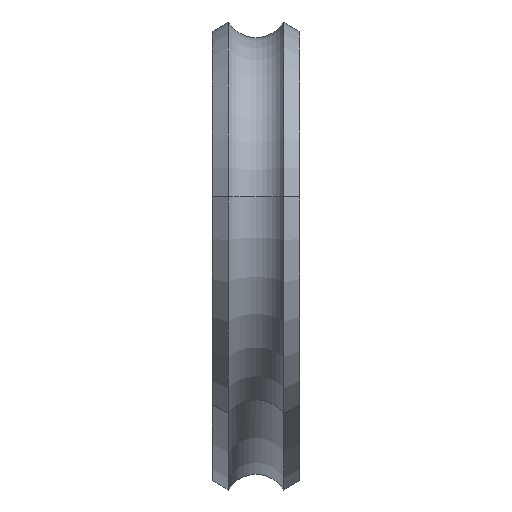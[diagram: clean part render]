
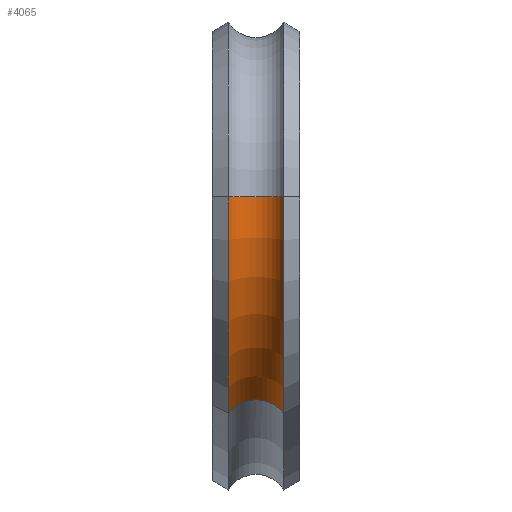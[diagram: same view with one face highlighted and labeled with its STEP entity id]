
A CAD part, front view. The second image highlights one B-rep face of the part: STEP entity #4065.
In plain terms, the highlighted toroidal (fillet/blend) face has major radius 42.68 mm and minor radius 5.18 mm.
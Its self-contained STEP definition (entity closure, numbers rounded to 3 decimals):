
#241 = CIRCLE ( 'NONE', #6989, 5.18 ) ;
#867 = CARTESIAN_POINT ( 'NONE',  ( 4.433, -55.044, -25.115 ) ) ;
#888 = EDGE_CURVE ( 'NONE', #10853, #1085, #241, .T. ) ;
#1085 = VERTEX_POINT ( 'NONE', #867 ) ;
#1166 = DIRECTION ( 'NONE',  ( 0., 0.865, -0.501 ) ) ;
#1397 = DIRECTION ( 'NONE',  ( 0., -0.501, -0.865 ) ) ;
#1484 = EDGE_CURVE ( 'NONE', #9390, #10252, #3947, .T. ) ;
#1680 = DIRECTION ( 'NONE',  ( -1., 0., 0. ) ) ;
#1890 = CARTESIAN_POINT ( 'NONE',  ( -4.433, -75., 9.5 ) ) ;
#2033 = DIRECTION ( 'NONE',  ( -1., 0., 0. ) ) ;
#2172 = CARTESIAN_POINT ( 'NONE',  ( -4.433, -55.044, -25.115 ) ) ;
#2243 = AXIS2_PLACEMENT_3D ( 'NONE', #10463, #1680, #8467 ) ;
#2550 = ORIENTED_EDGE ( 'NONE', *, *, #888, .T. ) ;
#2809 = ORIENTED_EDGE ( 'NONE', *, *, #7225, .F. ) ;
#3208 = CARTESIAN_POINT ( 'NONE',  ( 0., -77.68, 9.5 ) ) ;
#3756 = CIRCLE ( 'NONE', #8133, 40. ) ;
#3769 = DIRECTION ( 'NONE',  ( 0., 0.501, 0.865 ) ) ;
#3807 = EDGE_LOOP ( 'NONE', ( #10977, #7274, #2809, #2550 ) ) ;
#3870 = FACE_OUTER_BOUND ( 'NONE', #3807, .T. ) ;
#3947 = CIRCLE ( 'NONE', #9065, 5.18 ) ;
#4065 = ADVANCED_FACE ( 'NONE', ( #3870 ), #8959, .F. ) ;
#4625 = CARTESIAN_POINT ( 'NONE',  ( 0., -56.387, -27.434 ) ) ;
#4817 = DIRECTION ( 'NONE',  ( -1., 0., 0. ) ) ;
#5784 = DIRECTION ( 'NONE',  ( 0., 0., -1. ) ) ;
#6664 = AXIS2_PLACEMENT_3D ( 'NONE', #9897, #2033, #9129 ) ;
#6989 = AXIS2_PLACEMENT_3D ( 'NONE', #4625, #1166, #3769 ) ;
#7225 = EDGE_CURVE ( 'NONE', #10853, #9390, #9891, .T. ) ;
#7274 = ORIENTED_EDGE ( 'NONE', *, *, #1484, .F. ) ;
#7615 = DIRECTION ( 'NONE',  ( 0., 1., 0. ) ) ;
#8133 = AXIS2_PLACEMENT_3D ( 'NONE', #10075, #4817, #1397 ) ;
#8467 = DIRECTION ( 'NONE',  ( 0., 0., 1. ) ) ;
#8959 = TOROIDAL_SURFACE ( 'NONE', #2243, 42.68, 5.18 ) ;
#9033 = EDGE_CURVE ( 'NONE', #1085, #10252, #3756, .T. ) ;
#9065 = AXIS2_PLACEMENT_3D ( 'NONE', #3208, #5784, #7615 ) ;
#9129 = DIRECTION ( 'NONE',  ( 0., -0.501, -0.865 ) ) ;
#9390 = VERTEX_POINT ( 'NONE', #1890 ) ;
#9891 = CIRCLE ( 'NONE', #6664, 40. ) ;
#9897 = CARTESIAN_POINT ( 'NONE',  ( -4.433, -35., 9.5 ) ) ;
#10075 = CARTESIAN_POINT ( 'NONE',  ( 4.433, -35., 9.5 ) ) ;
#10252 = VERTEX_POINT ( 'NONE', #10627 ) ;
#10463 = CARTESIAN_POINT ( 'NONE',  ( 0., -35., 9.5 ) ) ;
#10627 = CARTESIAN_POINT ( 'NONE',  ( 4.433, -75., 9.5 ) ) ;
#10853 = VERTEX_POINT ( 'NONE', #2172 ) ;
#10977 = ORIENTED_EDGE ( 'NONE', *, *, #9033, .T. ) ;
